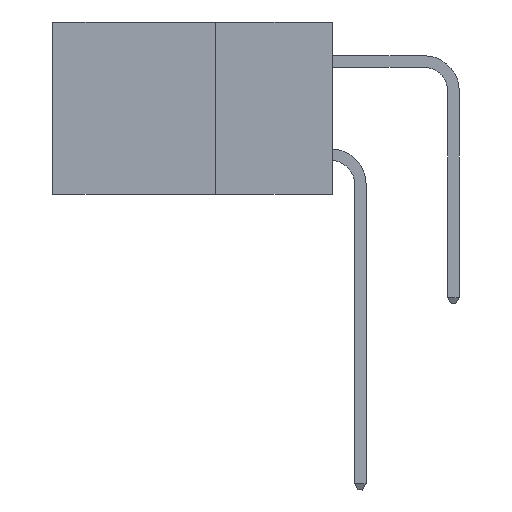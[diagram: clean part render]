
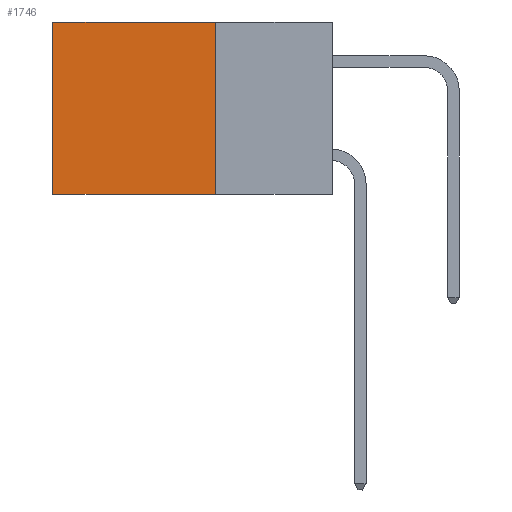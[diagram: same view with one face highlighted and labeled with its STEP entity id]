
A CAD part, left-side view. The second image highlights one B-rep face of the part: STEP entity #1746.
In plain terms, the highlighted planar face has unit normal (-1, 0, 0).
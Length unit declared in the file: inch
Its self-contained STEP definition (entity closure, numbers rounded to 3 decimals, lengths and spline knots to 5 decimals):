
#367 = EDGE_LOOP ( 'NONE', ( #9795, #831, #12115, #8439 ) ) ;
#522 = LINE ( 'NONE', #2608, #11048 ) ;
#831 = ORIENTED_EDGE ( 'NONE', *, *, #5199, .F. ) ;
#978 = VECTOR ( 'NONE', #3328, 39.37008 ) ;
#1683 = EDGE_CURVE ( 'NONE', #9273, #3982, #522, .T. ) ;
#1746 = ADVANCED_FACE ( 'NONE', ( #11177 ), #9316, .F. ) ;
#1989 = DIRECTION ( 'NONE',  ( 0., 0., -1. ) ) ;
#2430 = VECTOR ( 'NONE', #1989, 39.37008 ) ;
#2480 = DIRECTION ( 'NONE',  ( 1., 0., 0. ) ) ;
#2608 = CARTESIAN_POINT ( 'NONE',  ( 0.2615, 0.25, 0. ) ) ;
#2626 = LINE ( 'NONE', #7690, #2430 ) ;
#3028 = CARTESIAN_POINT ( 'NONE',  ( 0.2615, 0.25, -0.37 ) ) ;
#3328 = DIRECTION ( 'NONE',  ( 0., 1., 0. ) ) ;
#3542 = CARTESIAN_POINT ( 'NONE',  ( 0.2615, 0.25, -0.37 ) ) ;
#3982 = VERTEX_POINT ( 'NONE', #5600 ) ;
#4105 = VECTOR ( 'NONE', #7899, 39.37008 ) ;
#4578 = EDGE_CURVE ( 'NONE', #3982, #6736, #2626, .T. ) ;
#5199 = EDGE_CURVE ( 'NONE', #11280, #6736, #12007, .T. ) ;
#5600 = CARTESIAN_POINT ( 'NONE',  ( 0.2615, 0.6, 0. ) ) ;
#5754 = AXIS2_PLACEMENT_3D ( 'NONE', #3542, #2480, #6329 ) ;
#6329 = DIRECTION ( 'NONE',  ( 0., 0., -1. ) ) ;
#6736 = VERTEX_POINT ( 'NONE', #11541 ) ;
#6784 = EDGE_CURVE ( 'NONE', #9273, #11280, #11719, .T. ) ;
#7690 = CARTESIAN_POINT ( 'NONE',  ( 0.2615, 0.6, -0.37 ) ) ;
#7899 = DIRECTION ( 'NONE',  ( 0., 0., -1. ) ) ;
#8267 = CARTESIAN_POINT ( 'NONE',  ( 0.2615, 0.25, -0.37 ) ) ;
#8439 = ORIENTED_EDGE ( 'NONE', *, *, #1683, .T. ) ;
#9273 = VERTEX_POINT ( 'NONE', #11366 ) ;
#9316 = PLANE ( 'NONE',  #5754 ) ;
#9795 = ORIENTED_EDGE ( 'NONE', *, *, #4578, .T. ) ;
#10346 = DIRECTION ( 'NONE',  ( 0., 1., 0. ) ) ;
#10829 = CARTESIAN_POINT ( 'NONE',  ( 0.2615, 0.25, -0.37 ) ) ;
#11048 = VECTOR ( 'NONE', #10346, 39.37008 ) ;
#11177 = FACE_OUTER_BOUND ( 'NONE', #367, .T. ) ;
#11280 = VERTEX_POINT ( 'NONE', #10829 ) ;
#11366 = CARTESIAN_POINT ( 'NONE',  ( 0.2615, 0.25, 0. ) ) ;
#11541 = CARTESIAN_POINT ( 'NONE',  ( 0.2615, 0.6, -0.37 ) ) ;
#11719 = LINE ( 'NONE', #3028, #4105 ) ;
#12007 = LINE ( 'NONE', #8267, #978 ) ;
#12115 = ORIENTED_EDGE ( 'NONE', *, *, #6784, .F. ) ;
